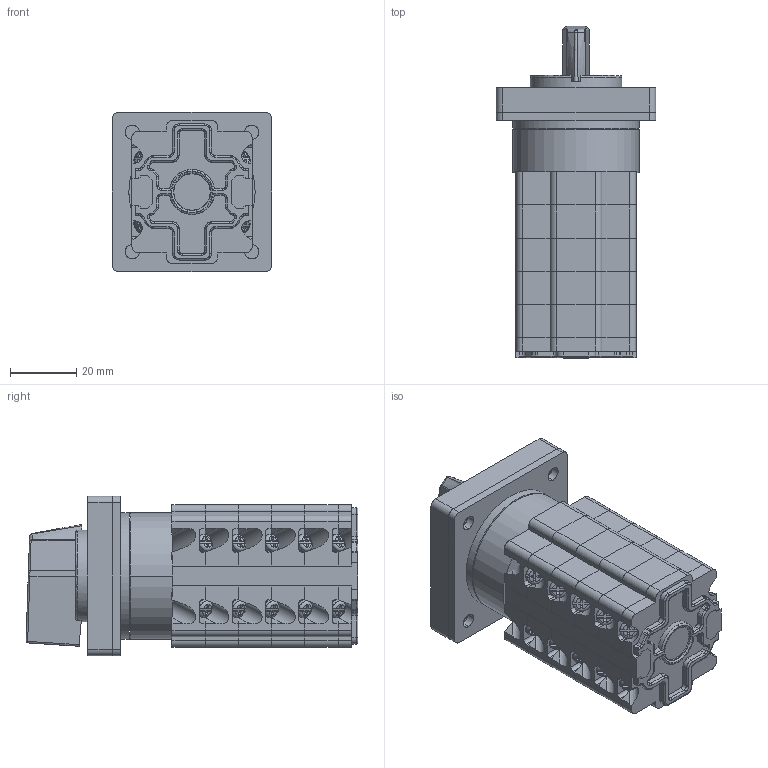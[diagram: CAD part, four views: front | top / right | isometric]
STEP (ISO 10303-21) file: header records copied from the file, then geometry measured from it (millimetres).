
FILE_DESCRIPTION(('TFLEX Exchange Step'),'2;1');
FILE_NAME('energoplast_4g20-5ke-u_3dmodel.stp', '2024-04-25T17:11:55+03:00',('nikolaeva'),('Unknown organisation'),'TFLEX Exchange 2019.0','T-FLEX CAD','Unknown authorisation');
FILE_SCHEMA( ('AUTOMOTIVE_DESIGN { 1 0 10303 214 1 1 1 1 }') );
Length unit declared in the file: millimetre
Products named in the file (4): Трещетка; крышка; стекло; BUFFER:000000E5E5BFCAC0 
Assembly tree (3 placements, depth 2):
  BUFFER:000000E5E5BFCAC0 
    Трещетка
    крышка
    стекло
Bounding box: 48 x 99.95 x 48 mm (x, y, z)
Volume: 114475 mm3; surface area: 55506 mm2
Topology: 14 solids, 14 shells, 1382 faces, 4058 edges, 2658 vertices
Faces by surface type: plane 777, cylinder 379, cone 114, torus 97, bspline 13, sphere 2
Full cylindrical faces by diameter (mm): 2.5 x1, 3 x20, 4.5 x1, 10.5 x1, 27.6 x1
Entity records: 63919 total; most frequent: CARTESIAN_POINT 34582, ORIENTED_EDGE 8118, EDGE_CURVE 4059, B_SPLINE_CURVE_WITH_KNOTS 4011, DIRECTION 2821, VERTEX_POINT 2660, EDGE_LOOP 1455, FACE_BOUND 1455
